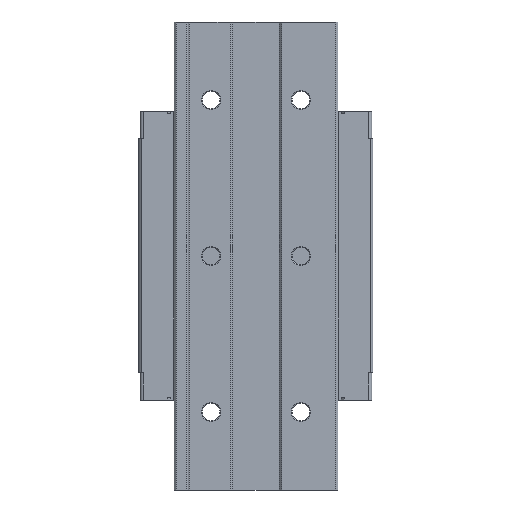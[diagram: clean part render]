
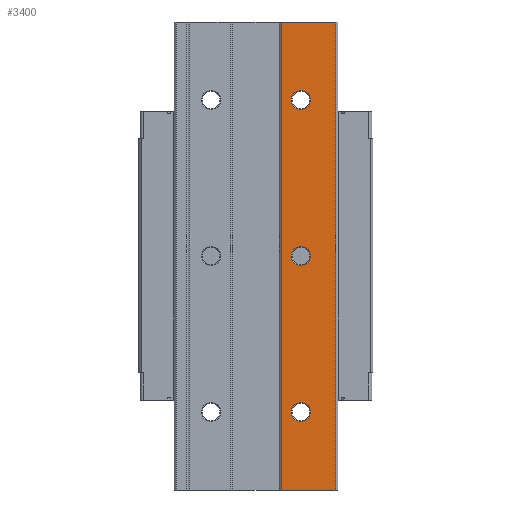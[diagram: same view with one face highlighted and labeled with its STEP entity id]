
A CAD part, front view. The second image highlights one B-rep face of the part: STEP entity #3400.
In plain terms, the highlighted planar face has unit normal (0, -1, 0).
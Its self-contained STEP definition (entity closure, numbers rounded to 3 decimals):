
#167 = CIRCLE ( 'NONE', #8091, 2.45 ) ;
#195 = CARTESIAN_POINT ( 'NONE',  ( 11.5, -5., -57.55 ) ) ;
#304 = DIRECTION ( 'NONE',  ( 0., 0., 1. ) ) ;
#401 = EDGE_CURVE ( 'NONE', #4046, #1840, #9652, .T. ) ;
#577 = CARTESIAN_POINT ( 'NONE',  ( 0., -5., 0. ) ) ;
#738 = VECTOR ( 'NONE', #12746, 1000. ) ;
#1038 = CIRCLE ( 'NONE', #10117, 2.45 ) ;
#1445 = ORIENTED_EDGE ( 'NONE', *, *, #11316, .T. ) ;
#1709 = ORIENTED_EDGE ( 'NONE', *, *, #5349, .T. ) ;
#1769 = EDGE_CURVE ( 'NONE', #13042, #4082, #2818, .T. ) ;
#1819 = LINE ( 'NONE', #5008, #13221 ) ;
#1840 = VERTEX_POINT ( 'NONE', #6297 ) ;
#2038 = DIRECTION ( 'NONE',  ( 0., 1., 0. ) ) ;
#2243 = CARTESIAN_POINT ( 'NONE',  ( 11.5, -5., -100. ) ) ;
#2506 = ORIENTED_EDGE ( 'NONE', *, *, #1769, .T. ) ;
#2555 = EDGE_LOOP ( 'NONE', ( #6509, #1709 ) ) ;
#2604 = CARTESIAN_POINT ( 'NONE',  ( 11.5, -5., -60. ) ) ;
#2818 = CIRCLE ( 'NONE', #3265, 2.45 ) ;
#3121 = CARTESIAN_POINT ( 'NONE',  ( 6.6, -5., -120. ) ) ;
#3265 = AXIS2_PLACEMENT_3D ( 'NONE', #2604, #6922, #5883 ) ;
#3307 = EDGE_CURVE ( 'NONE', #4082, #13042, #1038, .T. ) ;
#3400 = ADVANCED_FACE ( 'NONE', ( #11326, #5943, #8139, #7678 ), #6760, .T. ) ;
#3551 = CIRCLE ( 'NONE', #11475, 2.45 ) ;
#3699 = CIRCLE ( 'NONE', #12520, 2.45 ) ;
#4046 = VERTEX_POINT ( 'NONE', #11885 ) ;
#4082 = VERTEX_POINT ( 'NONE', #195 ) ;
#4239 = CIRCLE ( 'NONE', #4693, 2.45 ) ;
#4435 = DIRECTION ( 'NONE',  ( 0., 0., 1. ) ) ;
#4446 = EDGE_CURVE ( 'NONE', #6769, #4596, #167, .T. ) ;
#4596 = VERTEX_POINT ( 'NONE', #5192 ) ;
#4633 = EDGE_LOOP ( 'NONE', ( #5567, #10862 ) ) ;
#4693 = AXIS2_PLACEMENT_3D ( 'NONE', #2243, #2038, #4435 ) ;
#5008 = CARTESIAN_POINT ( 'NONE',  ( 0., -5., -120. ) ) ;
#5192 = CARTESIAN_POINT ( 'NONE',  ( 11.5, -5., -102.45 ) ) ;
#5349 = EDGE_CURVE ( 'NONE', #13228, #8674, #3551, .T. ) ;
#5567 = ORIENTED_EDGE ( 'NONE', *, *, #5816, .T. ) ;
#5605 = DIRECTION ( 'NONE',  ( 0., 1., 0. ) ) ;
#5699 = DIRECTION ( 'NONE',  ( 0., 1., 0. ) ) ;
#5776 = CARTESIAN_POINT ( 'NONE',  ( 11.5, -5., -100. ) ) ;
#5816 = EDGE_CURVE ( 'NONE', #4596, #6769, #4239, .T. ) ;
#5883 = DIRECTION ( 'NONE',  ( 0., 0., 1. ) ) ;
#5931 = ORIENTED_EDGE ( 'NONE', *, *, #3307, .T. ) ;
#5943 = FACE_BOUND ( 'NONE', #9731, .T. ) ;
#6250 = DIRECTION ( 'NONE',  ( 1., 0., 0. ) ) ;
#6297 = CARTESIAN_POINT ( 'NONE',  ( 6.6, -5., 0. ) ) ;
#6509 = ORIENTED_EDGE ( 'NONE', *, *, #11860, .T. ) ;
#6760 = PLANE ( 'NONE',  #6919 ) ;
#6769 = VERTEX_POINT ( 'NONE', #6774 ) ;
#6774 = CARTESIAN_POINT ( 'NONE',  ( 11.5, -5., -97.55 ) ) ;
#6919 = AXIS2_PLACEMENT_3D ( 'NONE', #8617, #11935, #12063 ) ;
#6922 = DIRECTION ( 'NONE',  ( 0., 1., 0. ) ) ;
#6932 = DIRECTION ( 'NONE',  ( 0., 0., 1. ) ) ;
#7475 = EDGE_CURVE ( 'NONE', #12097, #13891, #11658, .T. ) ;
#7678 = FACE_OUTER_BOUND ( 'NONE', #11468, .T. ) ;
#8091 = AXIS2_PLACEMENT_3D ( 'NONE', #5776, #5699, #304 ) ;
#8139 = FACE_BOUND ( 'NONE', #4633, .T. ) ;
#8552 = CARTESIAN_POINT ( 'NONE',  ( 20.5, -5., 0. ) ) ;
#8617 = CARTESIAN_POINT ( 'NONE',  ( 0., -5., -120. ) ) ;
#8625 = DIRECTION ( 'NONE',  ( 0., 1., 0. ) ) ;
#8674 = VERTEX_POINT ( 'NONE', #13082 ) ;
#8726 = ORIENTED_EDGE ( 'NONE', *, *, #11579, .F. ) ;
#9479 = DIRECTION ( 'NONE',  ( 1., 0., 0. ) ) ;
#9587 = ORIENTED_EDGE ( 'NONE', *, *, #7475, .T. ) ;
#9642 = CARTESIAN_POINT ( 'NONE',  ( 11.5, -5., -60. ) ) ;
#9652 = LINE ( 'NONE', #3121, #738 ) ;
#9731 = EDGE_LOOP ( 'NONE', ( #2506, #5931 ) ) ;
#10117 = AXIS2_PLACEMENT_3D ( 'NONE', #9642, #12732, #11694 ) ;
#10281 = CARTESIAN_POINT ( 'NONE',  ( 11.5, -5., -17.55 ) ) ;
#10365 = ORIENTED_EDGE ( 'NONE', *, *, #401, .F. ) ;
#10573 = LINE ( 'NONE', #577, #13450 ) ;
#10862 = ORIENTED_EDGE ( 'NONE', *, *, #4446, .T. ) ;
#11316 = EDGE_CURVE ( 'NONE', #4046, #12097, #1819, .T. ) ;
#11326 = FACE_BOUND ( 'NONE', #2555, .T. ) ;
#11468 = EDGE_LOOP ( 'NONE', ( #1445, #9587, #8726, #10365 ) ) ;
#11475 = AXIS2_PLACEMENT_3D ( 'NONE', #13990, #8625, #12918 ) ;
#11579 = EDGE_CURVE ( 'NONE', #1840, #13891, #10573, .T. ) ;
#11658 = LINE ( 'NONE', #8552, #13532 ) ;
#11683 = CARTESIAN_POINT ( 'NONE',  ( 20.5, -5., -120. ) ) ;
#11694 = DIRECTION ( 'NONE',  ( 0., 0., 1. ) ) ;
#11860 = EDGE_CURVE ( 'NONE', #8674, #13228, #3699, .T. ) ;
#11885 = CARTESIAN_POINT ( 'NONE',  ( 6.6, -5., -120. ) ) ;
#11935 = DIRECTION ( 'NONE',  ( 0., -1., 0. ) ) ;
#12063 = DIRECTION ( 'NONE',  ( 1., 0., 0. ) ) ;
#12097 = VERTEX_POINT ( 'NONE', #11683 ) ;
#12520 = AXIS2_PLACEMENT_3D ( 'NONE', #13365, #5605, #6932 ) ;
#12732 = DIRECTION ( 'NONE',  ( 0., 1., 0. ) ) ;
#12746 = DIRECTION ( 'NONE',  ( 0., 0., 1. ) ) ;
#12845 = DIRECTION ( 'NONE',  ( 0., 0., 1. ) ) ;
#12918 = DIRECTION ( 'NONE',  ( 0., 0., 1. ) ) ;
#13042 = VERTEX_POINT ( 'NONE', #13438 ) ;
#13059 = CARTESIAN_POINT ( 'NONE',  ( 20.5, -5., 0. ) ) ;
#13082 = CARTESIAN_POINT ( 'NONE',  ( 11.5, -5., -22.45 ) ) ;
#13221 = VECTOR ( 'NONE', #9479, 1000. ) ;
#13228 = VERTEX_POINT ( 'NONE', #10281 ) ;
#13365 = CARTESIAN_POINT ( 'NONE',  ( 11.5, -5., -20. ) ) ;
#13438 = CARTESIAN_POINT ( 'NONE',  ( 11.5, -5., -62.45 ) ) ;
#13450 = VECTOR ( 'NONE', #6250, 1000. ) ;
#13532 = VECTOR ( 'NONE', #12845, 1000. ) ;
#13891 = VERTEX_POINT ( 'NONE', #13059 ) ;
#13990 = CARTESIAN_POINT ( 'NONE',  ( 11.5, -5., -20. ) ) ;
